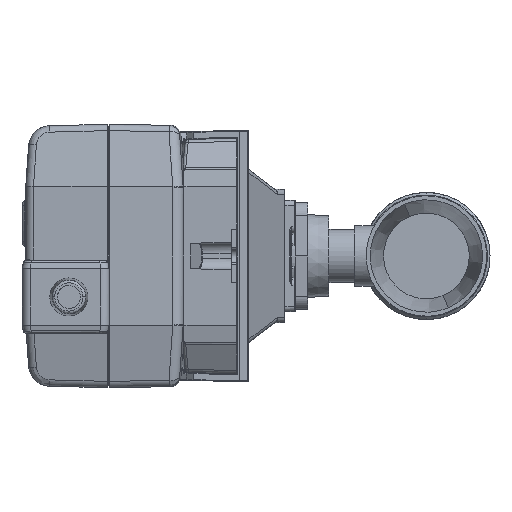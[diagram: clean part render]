
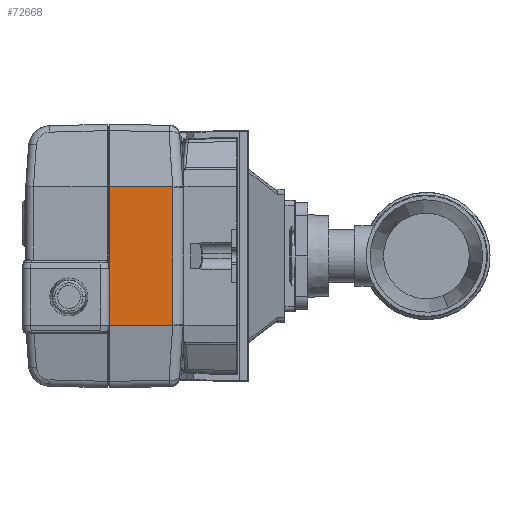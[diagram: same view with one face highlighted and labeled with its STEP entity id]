
A CAD part, left-side view. The second image highlights one B-rep face of the part: STEP entity #72668.
In plain terms, the highlighted face is planar.
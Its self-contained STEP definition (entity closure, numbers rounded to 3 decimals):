
#1375 = CARTESIAN_POINT ( 'NONE',  ( 160., -25.8, 47.7 ) ) ;
#1451 = VERTEX_POINT ( 'NONE', #78875 ) ;
#3076 = EDGE_CURVE ( 'NONE', #1451, #14595, #67156, .T. ) ;
#4797 = DIRECTION ( 'NONE',  ( 1., 0., -0.017 ) ) ;
#7040 = CARTESIAN_POINT ( 'NONE',  ( 159.586, -25.987, 23.97 ) ) ;
#8310 = VECTOR ( 'NONE', #62218, 1000. ) ;
#10052 = LINE ( 'NONE', #55096, #8310 ) ;
#10136 = DIRECTION ( 'NONE',  ( 0., 1., 0. ) ) ;
#12441 = ORIENTED_EDGE ( 'NONE', *, *, #24677, .T. ) ;
#14595 = VERTEX_POINT ( 'NONE', #7040 ) ;
#14651 = ORIENTED_EDGE ( 'NONE', *, *, #81753, .T. ) ;
#14692 = CARTESIAN_POINT ( 'NONE',  ( 160., -26.03, 47.7 ) ) ;
#16604 = VECTOR ( 'NONE', #10136, 1000. ) ;
#18254 = CARTESIAN_POINT ( 'NONE',  ( 160., 33.104, 47.7 ) ) ;
#18749 = VERTEX_POINT ( 'NONE', #95958 ) ;
#23738 = CARTESIAN_POINT ( 'NONE',  ( 160., 0., 47.7 ) ) ;
#24677 = EDGE_CURVE ( 'NONE', #1451, #104985, #103019, .T. ) ;
#25454 = VERTEX_POINT ( 'NONE', #28517 ) ;
#28517 = CARTESIAN_POINT ( 'NONE',  ( 160., -26.03, 47.7 ) ) ;
#29170 = CARTESIAN_POINT ( 'NONE',  ( 160., -26.85, 47.7 ) ) ;
#29756 = DIRECTION ( 'NONE',  ( 0., 1., 0. ) ) ;
#30223 = EDGE_CURVE ( 'NONE', #46509, #112491, #73623, .T. ) ;
#31691 = EDGE_CURVE ( 'NONE', #25454, #14595, #105379, .T. ) ;
#32093 = DIRECTION ( 'NONE',  ( 0., -1., 0. ) ) ;
#32291 = VERTEX_POINT ( 'NONE', #40931 ) ;
#33105 = EDGE_CURVE ( 'NONE', #32291, #18749, #10052, .T. ) ;
#37503 = PLANE ( 'NONE',  #99400 ) ;
#40931 = CARTESIAN_POINT ( 'NONE',  ( 159.586, 25.987, 23.97 ) ) ;
#42182 = EDGE_CURVE ( 'NONE', #46509, #25454, #53196, .T. ) ;
#44354 = DIRECTION ( 'NONE',  ( 0., -1., 0. ) ) ;
#44710 = VECTOR ( 'NONE', #44354, 1000. ) ;
#45797 = ORIENTED_EDGE ( 'NONE', *, *, #33105, .T. ) ;
#46509 = VERTEX_POINT ( 'NONE', #1375 ) ;
#46664 = VECTOR ( 'NONE', #116270, 1000. ) ;
#53196 = LINE ( 'NONE', #18254, #44710 ) ;
#55096 = CARTESIAN_POINT ( 'NONE',  ( 159.586, 25.987, 23.97 ) ) ;
#59017 = VECTOR ( 'NONE', #103363, 1000. ) ;
#60258 = VECTOR ( 'NONE', #104798, 1000. ) ;
#61997 = CARTESIAN_POINT ( 'NONE',  ( 159.585, 25.422, 23.93 ) ) ;
#62218 = DIRECTION ( 'NONE',  ( 0.017, 0.002, 1. ) ) ;
#67156 = LINE ( 'NONE', #100601, #59017 ) ;
#67607 = LINE ( 'NONE', #74805, #88266 ) ;
#69077 = ORIENTED_EDGE ( 'NONE', *, *, #42182, .T. ) ;
#70048 = LINE ( 'NONE', #97280, #46664 ) ;
#71837 = ORIENTED_EDGE ( 'NONE', *, *, #30223, .F. ) ;
#72668 = ADVANCED_FACE ( 'NONE', ( #90781 ), #37503, .T. ) ;
#73623 = LINE ( 'NONE', #29170, #114823 ) ;
#74805 = CARTESIAN_POINT ( 'NONE',  ( 160., 33.104, 47.7 ) ) ;
#75960 = EDGE_LOOP ( 'NONE', ( #102167, #116686, #12441, #103286, #45797, #14651, #71837, #69077 ) ) ;
#78875 = CARTESIAN_POINT ( 'NONE',  ( 159.585, -25.422, 23.93 ) ) ;
#81753 = EDGE_CURVE ( 'NONE', #18749, #112491, #67607, .T. ) ;
#85134 = CARTESIAN_POINT ( 'NONE',  ( 159.585, 0., 23.93 ) ) ;
#88266 = VECTOR ( 'NONE', #32093, 1000. ) ;
#90781 = FACE_OUTER_BOUND ( 'NONE', #75960, .T. ) ;
#91110 = EDGE_CURVE ( 'NONE', #32291, #104985, #70048, .T. ) ;
#95452 = DIRECTION ( 'NONE',  ( -0.017, 0., -1. ) ) ;
#95958 = CARTESIAN_POINT ( 'NONE',  ( 160., 26.03, 47.7 ) ) ;
#97280 = CARTESIAN_POINT ( 'NONE',  ( 159.585, 25.709, 23.95 ) ) ;
#99400 = AXIS2_PLACEMENT_3D ( 'NONE', #23738, #4797, #95452 ) ;
#100601 = CARTESIAN_POINT ( 'NONE',  ( 159.585, -25.709, 23.95 ) ) ;
#102167 = ORIENTED_EDGE ( 'NONE', *, *, #31691, .T. ) ;
#103019 = LINE ( 'NONE', #85134, #16604 ) ;
#103286 = ORIENTED_EDGE ( 'NONE', *, *, #91110, .F. ) ;
#103363 = DIRECTION ( 'NONE',  ( 0.001, -0.998, 0.07 ) ) ;
#104798 = DIRECTION ( 'NONE',  ( -0.017, 0.002, -1. ) ) ;
#104985 = VERTEX_POINT ( 'NONE', #61997 ) ;
#105379 = LINE ( 'NONE', #14692, #60258 ) ;
#110121 = CARTESIAN_POINT ( 'NONE',  ( 160., -4.8, 47.7 ) ) ;
#112491 = VERTEX_POINT ( 'NONE', #110121 ) ;
#114823 = VECTOR ( 'NONE', #29756, 1000. ) ;
#116270 = DIRECTION ( 'NONE',  ( -0.001, -0.998, -0.07 ) ) ;
#116686 = ORIENTED_EDGE ( 'NONE', *, *, #3076, .F. ) ;
